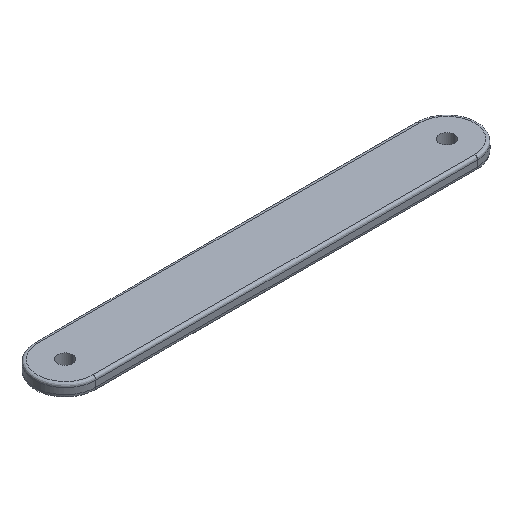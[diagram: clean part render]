
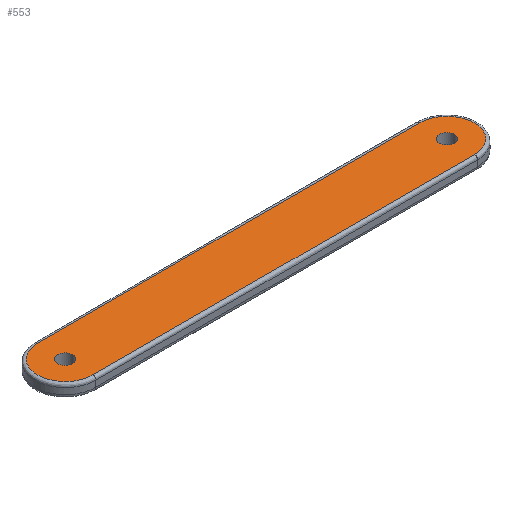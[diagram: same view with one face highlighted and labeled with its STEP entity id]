
A CAD part, isometric view. The second image highlights one B-rep face of the part: STEP entity #553.
In plain terms, the highlighted planar face has unit normal (0, 0, 1).
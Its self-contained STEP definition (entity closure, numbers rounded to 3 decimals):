
#11 = DIRECTION ( 'NONE',  ( 0., 0., 1. ) ) ;
#21 = CARTESIAN_POINT ( 'NONE',  ( 25., 0., 0. ) ) ;
#34 = CARTESIAN_POINT ( 'NONE',  ( 26.107, 1.439, 0. ) ) ;
#41 = CARTESIAN_POINT ( 'NONE',  ( -1.753, -0.472, 0. ) ) ;
#43 = EDGE_CURVE ( 'NONE', #223, #469, #960, .T. ) ;
#47 = CARTESIAN_POINT ( 'NONE',  ( 0., 1.8, 0. ) ) ;
#49 = CARTESIAN_POINT ( 'NONE',  ( -1.8, 0.235, 0. ) ) ;
#69 = CARTESIAN_POINT ( 'NONE',  ( 8.333, -1.8, 0. ) ) ;
#71 = CARTESIAN_POINT ( 'NONE',  ( 0., -1.8, 0. ) ) ;
#83 = DIRECTION ( 'NONE',  ( -1., 0., 0. ) ) ;
#92 = FACE_BOUND ( 'NONE', #573, .T. ) ;
#99 = CARTESIAN_POINT ( 'NONE',  ( 26.573, 0.906, 0. ) ) ;
#104 = ORIENTED_EDGE ( 'NONE', *, *, #473, .F. ) ;
#114 = AXIS2_PLACEMENT_3D ( 'NONE', #766, #318, #83 ) ;
#115 = CARTESIAN_POINT ( 'NONE',  ( -1.439, -1.107, 0. ) ) ;
#123 = CARTESIAN_POINT ( 'NONE',  ( -1.107, 1.439, 0. ) ) ;
#125 = B_SPLINE_CURVE_WITH_KNOTS ( 'NONE', 3,
 ( #563, #570, #429, #491 ),
 .UNSPECIFIED., .F., .F.,
 ( 4, 4 ),
 ( 0., 1. ),
 .UNSPECIFIED. ) ;
#141 = B_SPLINE_CURVE_WITH_KNOTS ( 'NONE', 3,
 ( #851, #930, #479, #709, #267, #628, #554, #476, #255, #934, #863, #99, #552, #34, #261, #486, #547, #265 ),
 .UNSPECIFIED., .F., .F.,
 ( 4, 2, 2, 2, 2, 2, 2, 2, 4 ),
 ( 0., 0.125, 0.25, 0.375, 0.5, 0.625, 0.75, 0.875, 1. ),
 .UNSPECIFIED. ) ;
#145 = CARTESIAN_POINT ( 'NONE',  ( 0., 0., 0. ) ) ;
#208 = FACE_OUTER_BOUND ( 'NONE', #944, .T. ) ;
#212 = CARTESIAN_POINT ( 'NONE',  ( -0.472, 1.753, 0. ) ) ;
#218 = ORIENTED_EDGE ( 'NONE', *, *, #673, .T. ) ;
#223 = VERTEX_POINT ( 'NONE', #631 ) ;
#225 = AXIS2_PLACEMENT_3D ( 'NONE', #145, #363, #905 ) ;
#227 = CARTESIAN_POINT ( 'NONE',  ( 0., 0., 0. ) ) ;
#230 = EDGE_CURVE ( 'NONE', #469, #620, #141, .T. ) ;
#231 = DIRECTION ( 'NONE',  ( -1., 0., 0. ) ) ;
#237 = ORIENTED_EDGE ( 'NONE', *, *, #713, .F. ) ;
#243 = CARTESIAN_POINT ( 'NONE',  ( 25., 0., 0. ) ) ;
#255 = CARTESIAN_POINT ( 'NONE',  ( 26.8, -0.235, 0. ) ) ;
#261 = CARTESIAN_POINT ( 'NONE',  ( 25.906, 1.573, 0. ) ) ;
#265 = CARTESIAN_POINT ( 'NONE',  ( 25., 1.8, 0. ) ) ;
#267 = CARTESIAN_POINT ( 'NONE',  ( 26.107, -1.439, 0. ) ) ;
#268 = CARTESIAN_POINT ( 'NONE',  ( -0.235, 1.8, 0. ) ) ;
#282 = CARTESIAN_POINT ( 'NONE',  ( -0.906, -1.573, 0. ) ) ;
#318 = DIRECTION ( 'NONE',  ( 0., 0., 1. ) ) ;
#325 = CARTESIAN_POINT ( 'NONE',  ( 25., -1.8, 0. ) ) ;
#330 = CARTESIAN_POINT ( 'NONE',  ( 0.5, 0., 0. ) ) ;
#349 = CARTESIAN_POINT ( 'NONE',  ( -0.906, 1.573, 0. ) ) ;
#363 = DIRECTION ( 'NONE',  ( 0., 0., 1. ) ) ;
#369 = CARTESIAN_POINT ( 'NONE',  ( -0.5, 0., 0. ) ) ;
#381 = CIRCLE ( 'NONE', #225, 0.5 ) ;
#389 = ORIENTED_EDGE ( 'NONE', *, *, #946, .F. ) ;
#426 = EDGE_LOOP ( 'NONE', ( #389, #104 ) ) ;
#429 = CARTESIAN_POINT ( 'NONE',  ( 8.333, 1.8, 0. ) ) ;
#432 = ORIENTED_EDGE ( 'NONE', *, *, #666, .T. ) ;
#469 = VERTEX_POINT ( 'NONE', #325 ) ;
#473 = EDGE_CURVE ( 'NONE', #744, #503, #908, .T. ) ;
#476 = CARTESIAN_POINT ( 'NONE',  ( 26.753, -0.472, 0. ) ) ;
#479 = CARTESIAN_POINT ( 'NONE',  ( 25.472, -1.753, 0. ) ) ;
#484 = VERTEX_POINT ( 'NONE', #47 ) ;
#486 = CARTESIAN_POINT ( 'NONE',  ( 25.472, 1.753, 0. ) ) ;
#487 = CARTESIAN_POINT ( 'NONE',  ( -1.573, 0.906, 0. ) ) ;
#491 = CARTESIAN_POINT ( 'NONE',  ( 0., 1.8, 0. ) ) ;
#493 = CARTESIAN_POINT ( 'NONE',  ( -1.107, -1.439, 0. ) ) ;
#503 = VERTEX_POINT ( 'NONE', #616 ) ;
#518 = CIRCLE ( 'NONE', #636, 0.5 ) ;
#547 = CARTESIAN_POINT ( 'NONE',  ( 25.236, 1.8, 0. ) ) ;
#548 = CIRCLE ( 'NONE', #860, 0.5 ) ;
#549 = AXIS2_PLACEMENT_3D ( 'NONE', #243, #11, #762 ) ;
#552 = CARTESIAN_POINT ( 'NONE',  ( 26.439, 1.107, 0. ) ) ;
#553 = ADVANCED_FACE ( 'NONE', ( #208, #597, #92 ), #606, .T. ) ;
#554 = CARTESIAN_POINT ( 'NONE',  ( 26.573, -0.906, 0. ) ) ;
#563 = CARTESIAN_POINT ( 'NONE',  ( 25., 1.8, 0. ) ) ;
#570 = CARTESIAN_POINT ( 'NONE',  ( 16.667, 1.8, 0. ) ) ;
#573 = EDGE_LOOP ( 'NONE', ( #237, #586 ) ) ;
#581 = ORIENTED_EDGE ( 'NONE', *, *, #43, .T. ) ;
#586 = ORIENTED_EDGE ( 'NONE', *, *, #764, .F. ) ;
#597 = FACE_BOUND ( 'NONE', #426, .T. ) ;
#601 = CARTESIAN_POINT ( 'NONE',  ( 25., -1.8, 0. ) ) ;
#606 = PLANE ( 'NONE',  #114 ) ;
#615 = DIRECTION ( 'NONE',  ( -1., 0., 0. ) ) ;
#616 = CARTESIAN_POINT ( 'NONE',  ( 24.5, 0., 0. ) ) ;
#620 = VERTEX_POINT ( 'NONE', #933 ) ;
#628 = CARTESIAN_POINT ( 'NONE',  ( 26.439, -1.107, 0. ) ) ;
#631 = CARTESIAN_POINT ( 'NONE',  ( 0., -1.8, 0. ) ) ;
#636 = AXIS2_PLACEMENT_3D ( 'NONE', #21, #918, #615 ) ;
#638 = CARTESIAN_POINT ( 'NONE',  ( 0., -1.8, 0. ) ) ;
#641 = ORIENTED_EDGE ( 'NONE', *, *, #230, .T. ) ;
#643 = CARTESIAN_POINT ( 'NONE',  ( -0.472, -1.753, 0. ) ) ;
#666 = EDGE_CURVE ( 'NONE', #484, #223, #726, .T. ) ;
#670 = CARTESIAN_POINT ( 'NONE',  ( 25.5, 0., 0. ) ) ;
#673 = EDGE_CURVE ( 'NONE', #620, #484, #125, .T. ) ;
#676 = CARTESIAN_POINT ( 'NONE',  ( 16.667, -1.8, 0. ) ) ;
#709 = CARTESIAN_POINT ( 'NONE',  ( 25.906, -1.573, 0. ) ) ;
#711 = CARTESIAN_POINT ( 'NONE',  ( 0., 1.8, 0. ) ) ;
#713 = EDGE_CURVE ( 'NONE', #716, #937, #548, .T. ) ;
#716 = VERTEX_POINT ( 'NONE', #369 ) ;
#726 = B_SPLINE_CURVE_WITH_KNOTS ( 'NONE', 3,
 ( #711, #268, #212, #349, #123, #876, #487, #866, #49, #811, #41, #731, #115, #493, #282, #643, #940, #638 ),
 .UNSPECIFIED., .F., .F.,
 ( 4, 2, 2, 2, 2, 2, 2, 2, 4 ),
 ( 0., 0.125, 0.25, 0.375, 0.5, 0.625, 0.75, 0.875, 1. ),
 .UNSPECIFIED. ) ;
#731 = CARTESIAN_POINT ( 'NONE',  ( -1.573, -0.906, 0. ) ) ;
#737 = DIRECTION ( 'NONE',  ( 0., 0., 1. ) ) ;
#744 = VERTEX_POINT ( 'NONE', #670 ) ;
#762 = DIRECTION ( 'NONE',  ( -1., 0., 0. ) ) ;
#764 = EDGE_CURVE ( 'NONE', #937, #716, #381, .T. ) ;
#766 = CARTESIAN_POINT ( 'NONE',  ( 25., 0., 0. ) ) ;
#811 = CARTESIAN_POINT ( 'NONE',  ( -1.8, -0.235, 0. ) ) ;
#851 = CARTESIAN_POINT ( 'NONE',  ( 25., -1.8, 0. ) ) ;
#860 = AXIS2_PLACEMENT_3D ( 'NONE', #227, #737, #231 ) ;
#863 = CARTESIAN_POINT ( 'NONE',  ( 26.753, 0.472, 0. ) ) ;
#866 = CARTESIAN_POINT ( 'NONE',  ( -1.753, 0.472, 0. ) ) ;
#876 = CARTESIAN_POINT ( 'NONE',  ( -1.439, 1.107, 0. ) ) ;
#905 = DIRECTION ( 'NONE',  ( -1., 0., 0. ) ) ;
#908 = CIRCLE ( 'NONE', #549, 0.5 ) ;
#918 = DIRECTION ( 'NONE',  ( 0., 0., 1. ) ) ;
#930 = CARTESIAN_POINT ( 'NONE',  ( 25.235, -1.8, 0. ) ) ;
#933 = CARTESIAN_POINT ( 'NONE',  ( 25., 1.8, 0. ) ) ;
#934 = CARTESIAN_POINT ( 'NONE',  ( 26.8, 0.235, 0. ) ) ;
#937 = VERTEX_POINT ( 'NONE', #330 ) ;
#940 = CARTESIAN_POINT ( 'NONE',  ( -0.236, -1.8, 0. ) ) ;
#944 = EDGE_LOOP ( 'NONE', ( #218, #432, #581, #641 ) ) ;
#946 = EDGE_CURVE ( 'NONE', #503, #744, #518, .T. ) ;
#960 = B_SPLINE_CURVE_WITH_KNOTS ( 'NONE', 3,
 ( #71, #69, #676, #601 ),
 .UNSPECIFIED., .F., .F.,
 ( 4, 4 ),
 ( 0., 1. ),
 .UNSPECIFIED. ) ;
